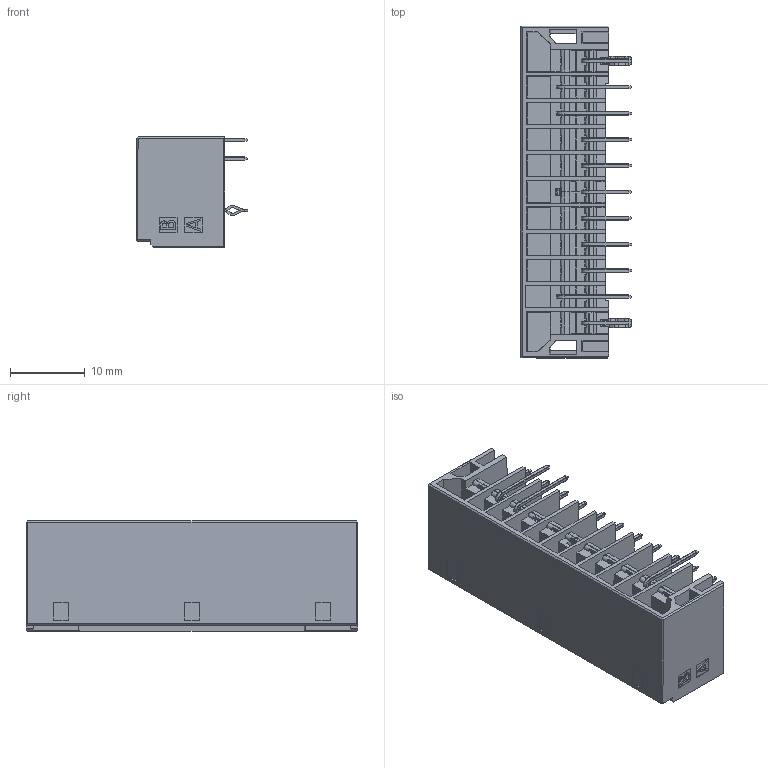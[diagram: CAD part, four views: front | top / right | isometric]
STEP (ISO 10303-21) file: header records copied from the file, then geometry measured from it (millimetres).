
FILE_DESCRIPTION( ('This file contains a STEP AP42 implementation' ,'as created by ZW3D STEP Interface translator.') ,'2;1' );
FILE_NAME( 'WD3500-2WR11XXBT01X.stp' ,'2312 5.17 4 3', (''), ('ZWCAD Software Co.'), 'Version 1.0', 'ZW3D to STEP translator', '' );
FILE_SCHEMA(('AUTOMOTIVE_DESIGN { 1 0 10303 214 1 1 1 1 }'));
Length unit declared in the file: millimetre
Products named in the file (2): 0; WD3500-2WR11XXBT01X
Bounding box: 14.92 x 44.3 x 14.79 mm (x, y, z)
Volume: 1.5 mm3; surface area: 5687.4 mm2
Topology: 1 solids, 3 shells, 1572 faces, 4379 edges, 2857 vertices
Faces by surface type: plane 1272, cylinder 176, bspline 112, torus 12
Entity records: 58561 total; most frequent: CARTESIAN_POINT 17752, ORIENTED_EDGE 8789, DIRECTION 7130, EDGE_CURVE 4389, VECTOR 3644, LINE 3644, VERTEX_POINT 2860, AXIS2_PLACEMENT_3D 1743
